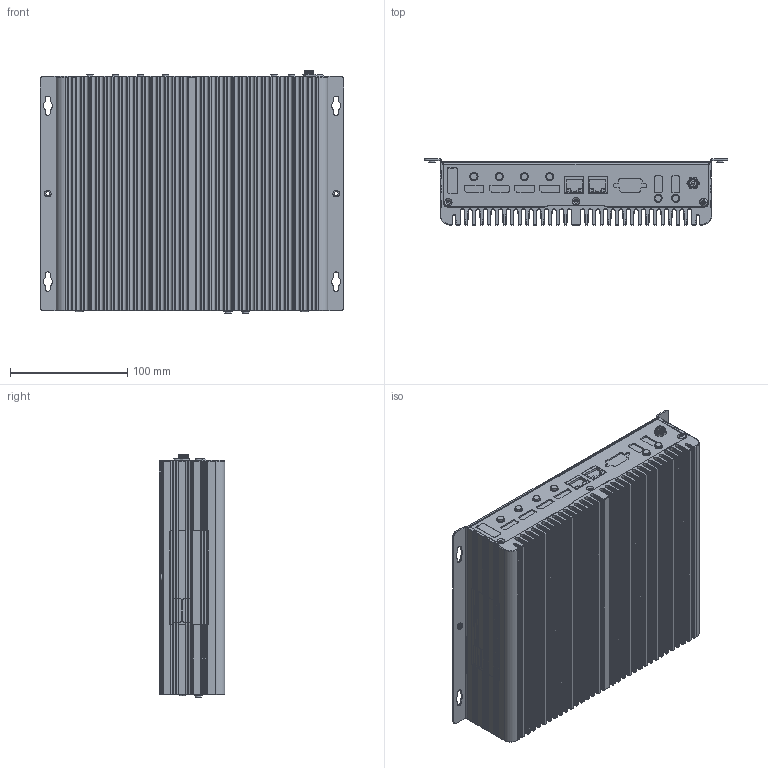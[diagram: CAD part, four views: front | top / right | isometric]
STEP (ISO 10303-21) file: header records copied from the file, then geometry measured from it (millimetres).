
FILE_DESCRIPTION((''),'2;1');
FILE_NAME('CAD-BTC14_SW0001_3_NEU','2019-10-15T11:48:13',('creinig-se'),(''),'CREO PARAMETRIC BY PTC INC, 2018420','CREO PARAMETRIC BY PTC INC, 2018420','');
FILE_SCHEMA(('CONFIG_CONTROL_DESIGN','SHAPE_APPEARANCE_LAYERS_GROUPS'));
Products named in the file (1): CAD-BTC14_SW0001_3_NEU
Bounding box: 259.1 x 56.05 x 206.4 mm (x, y, z)
Volume: 1942481.9 mm3; surface area: 442581.9 mm2
Topology: 23 solids, 23 shells, 3473 faces, 9944 edges, 6468 vertices
Faces by surface type: cylinder 2011, plane 1280, cone 82, sphere 50, torus 34, bspline 10, revolution 6
Entity records: 149134 total; most frequent: CARTESIAN_POINT 33815, ORIENTED_EDGE 19670, DIRECTION 18756, EDGE_CURVE 9835, AXIS2_PLACEMENT_3D 6985, VERTEX_POINT 6462, VECTOR 4780, LINE 4780
